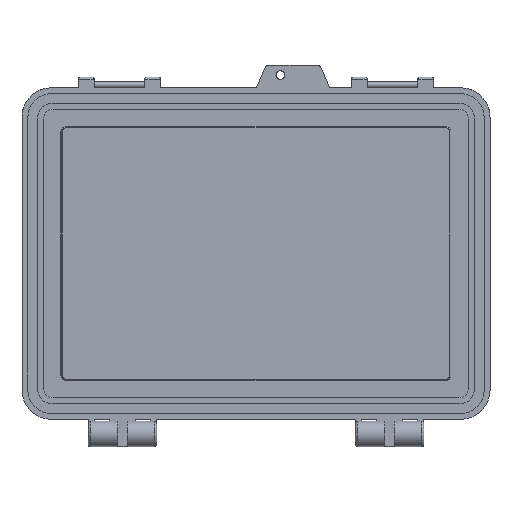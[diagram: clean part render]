
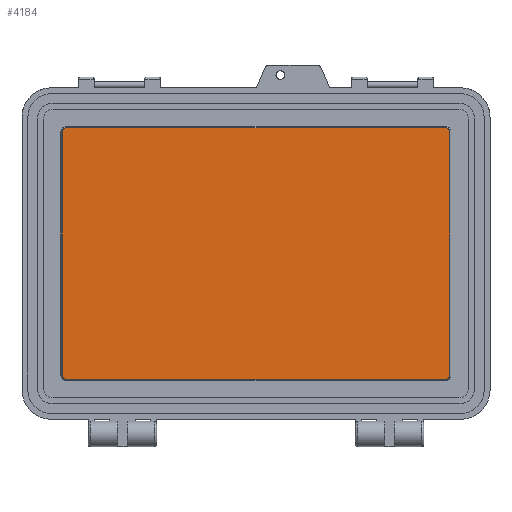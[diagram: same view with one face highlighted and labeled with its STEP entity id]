
A CAD part, front view. The second image highlights one B-rep face of the part: STEP entity #4184.
In plain terms, the highlighted planar face has unit normal (0, -1, 0).
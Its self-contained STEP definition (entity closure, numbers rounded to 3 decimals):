
#64 = CARTESIAN_POINT ( 'NONE',  ( -97.5, 17., 64.423 ) ) ;
#71 = DIRECTION ( 'NONE',  ( 0., -1., 0. ) ) ;
#79 = DIRECTION ( 'NONE',  ( 0., 0., -1. ) ) ;
#121 = DIRECTION ( 'NONE',  ( 0., 0., 1. ) ) ;
#127 = ORIENTED_EDGE ( 'NONE', *, *, #5552, .T. ) ;
#264 = AXIS2_PLACEMENT_3D ( 'NONE', #2312, #5190, #79 ) ;
#326 = VECTOR ( 'NONE', #3444, 1000. ) ;
#451 = AXIS2_PLACEMENT_3D ( 'NONE', #6882, #2926, #2470 ) ;
#483 = DIRECTION ( 'NONE',  ( 0., 0., -1. ) ) ;
#757 = EDGE_CURVE ( 'NONE', #2493, #3477, #6448, .T. ) ;
#779 = EDGE_LOOP ( 'NONE', ( #4790, #127, #817, #2510, #5447, #831, #1062, #879 ) ) ;
#817 = ORIENTED_EDGE ( 'NONE', *, *, #7231, .T. ) ;
#831 = ORIENTED_EDGE ( 'NONE', *, *, #3939, .T. ) ;
#879 = ORIENTED_EDGE ( 'NONE', *, *, #1003, .T. ) ;
#1003 = EDGE_CURVE ( 'NONE', #3477, #5163, #6004, .T. ) ;
#1050 = CARTESIAN_POINT ( 'NONE',  ( -97.5, 17., 64.423 ) ) ;
#1062 = ORIENTED_EDGE ( 'NONE', *, *, #757, .T. ) ;
#1078 = DIRECTION ( 'NONE',  ( 0., 0., -1. ) ) ;
#1244 = LINE ( 'NONE', #5234, #1655 ) ;
#1317 = DIRECTION ( 'NONE',  ( 0., 0., -1. ) ) ;
#1483 = VECTOR ( 'NONE', #4695, 1000. ) ;
#1594 = VECTOR ( 'NONE', #5954, 1000. ) ;
#1655 = VECTOR ( 'NONE', #121, 1000. ) ;
#1818 = AXIS2_PLACEMENT_3D ( 'NONE', #5102, #71, #1078 ) ;
#1936 = CARTESIAN_POINT ( 'NONE',  ( 99.423, 17., 62.5 ) ) ;
#2050 = FACE_OUTER_BOUND ( 'NONE', #779, .T. ) ;
#2183 = VERTEX_POINT ( 'NONE', #5468 ) ;
#2312 = CARTESIAN_POINT ( 'NONE',  ( -97.5, 17., -62.5 ) ) ;
#2470 = DIRECTION ( 'NONE',  ( 0., 0., -1. ) ) ;
#2493 = VERTEX_POINT ( 'NONE', #2958 ) ;
#2510 = ORIENTED_EDGE ( 'NONE', *, *, #7240, .T. ) ;
#2844 = EDGE_CURVE ( 'NONE', #5163, #6509, #1244, .T. ) ;
#2882 = CIRCLE ( 'NONE', #1818, 1.923 ) ;
#2926 = DIRECTION ( 'NONE',  ( 0., -1., 0. ) ) ;
#2958 = CARTESIAN_POINT ( 'NONE',  ( -97.5, 17., -64.423 ) ) ;
#2982 = CARTESIAN_POINT ( 'NONE',  ( 97.5, 17., -62.5 ) ) ;
#3116 = AXIS2_PLACEMENT_3D ( 'NONE', #5622, #5588, #483 ) ;
#3444 = DIRECTION ( 'NONE',  ( -1., 0., 0. ) ) ;
#3477 = VERTEX_POINT ( 'NONE', #6515 ) ;
#3641 = CARTESIAN_POINT ( 'NONE',  ( -99.423, 17., -62.5 ) ) ;
#3679 = CARTESIAN_POINT ( 'NONE',  ( 99.423, 17., -62.5 ) ) ;
#3698 = VERTEX_POINT ( 'NONE', #7219 ) ;
#3939 = EDGE_CURVE ( 'NONE', #3698, #2493, #5762, .T. ) ;
#4104 = VERTEX_POINT ( 'NONE', #1050 ) ;
#4184 = ADVANCED_FACE ( 'NONE', ( #2050 ), #6154, .T. ) ;
#4695 = DIRECTION ( 'NONE',  ( 1., 0., 0. ) ) ;
#4790 = ORIENTED_EDGE ( 'NONE', *, *, #2844, .T. ) ;
#4837 = LINE ( 'NONE', #3641, #1594 ) ;
#4842 = CIRCLE ( 'NONE', #451, 1.923 ) ;
#4874 = CARTESIAN_POINT ( 'NONE',  ( 97.5, 17., 64.423 ) ) ;
#5102 = CARTESIAN_POINT ( 'NONE',  ( 97.5, 17., 62.5 ) ) ;
#5150 = CARTESIAN_POINT ( 'NONE',  ( 97.5, 17., -64.423 ) ) ;
#5163 = VERTEX_POINT ( 'NONE', #3679 ) ;
#5169 = LINE ( 'NONE', #64, #326 ) ;
#5190 = DIRECTION ( 'NONE',  ( 0., -1., 0. ) ) ;
#5191 = EDGE_CURVE ( 'NONE', #2183, #3698, #4837, .T. ) ;
#5234 = CARTESIAN_POINT ( 'NONE',  ( 99.423, 17., 62.5 ) ) ;
#5352 = VERTEX_POINT ( 'NONE', #4874 ) ;
#5447 = ORIENTED_EDGE ( 'NONE', *, *, #5191, .T. ) ;
#5468 = CARTESIAN_POINT ( 'NONE',  ( -99.423, 17., 62.5 ) ) ;
#5552 = EDGE_CURVE ( 'NONE', #6509, #5352, #2882, .T. ) ;
#5588 = DIRECTION ( 'NONE',  ( 0., -1., 0. ) ) ;
#5622 = CARTESIAN_POINT ( 'NONE',  ( 0., 17., 0. ) ) ;
#5762 = CIRCLE ( 'NONE', #264, 1.923 ) ;
#5771 = AXIS2_PLACEMENT_3D ( 'NONE', #2982, #6978, #1317 ) ;
#5954 = DIRECTION ( 'NONE',  ( 0., 0., -1. ) ) ;
#6004 = CIRCLE ( 'NONE', #5771, 1.923 ) ;
#6154 = PLANE ( 'NONE',  #3116 ) ;
#6448 = LINE ( 'NONE', #5150, #1483 ) ;
#6509 = VERTEX_POINT ( 'NONE', #1936 ) ;
#6515 = CARTESIAN_POINT ( 'NONE',  ( 97.5, 17., -64.423 ) ) ;
#6882 = CARTESIAN_POINT ( 'NONE',  ( -97.5, 17., 62.5 ) ) ;
#6978 = DIRECTION ( 'NONE',  ( 0., -1., 0. ) ) ;
#7219 = CARTESIAN_POINT ( 'NONE',  ( -99.423, 17., -62.5 ) ) ;
#7231 = EDGE_CURVE ( 'NONE', #5352, #4104, #5169, .T. ) ;
#7240 = EDGE_CURVE ( 'NONE', #4104, #2183, #4842, .T. ) ;
